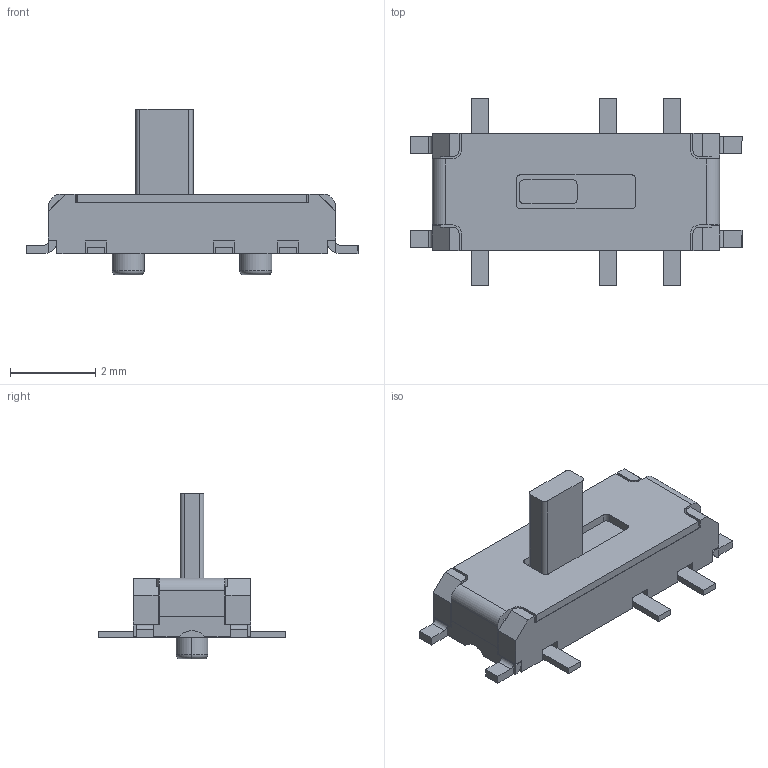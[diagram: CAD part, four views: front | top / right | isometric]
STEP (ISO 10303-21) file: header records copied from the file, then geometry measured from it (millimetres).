
FILE_DESCRIPTION (( 'STEP AP214' ), '1' );
FILE_NAME ('SW-SMD_SS-3292S-L2-B.STEP', '2021-06-15T02:18:19', ( '' ), ( '' ), 'SwSTEP 2.0', 'SolidWorks 2020', '' );
FILE_SCHEMA (( 'AUTOMOTIVE_DESIGN' ));
Length unit declared in the file: millimetre
Products named in the file (1): SW-SMD_SS-3292S-L2-B
Bounding box: 7.8 x 4.4 x 3.9 mm (x, y, z)
Volume: 27.4 mm3; surface area: 130.4 mm2
Topology: 8 solids, 8 shells, 254 faces, 675 edges, 444 vertices
Faces by surface type: plane 202, cylinder 34, bspline 14, torus 4
Entity records: 9523 total; most frequent: CARTESIAN_POINT 2192, ORIENTED_EDGE 1350, DIRECTION 1205, EDGE_CURVE 675, VECTOR 563, LINE 563, VERTEX_POINT 444, AXIS2_PLACEMENT_3D 321
